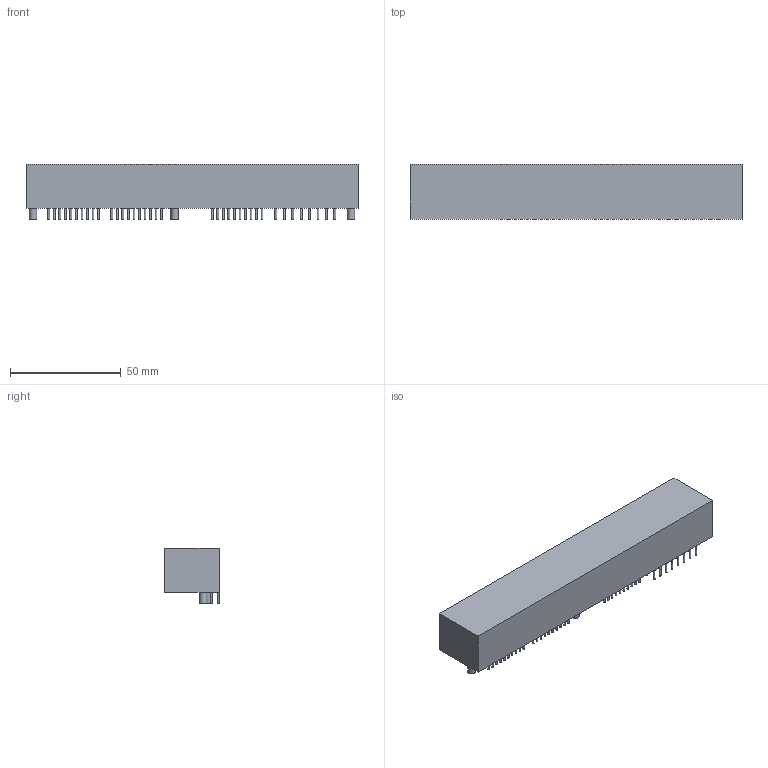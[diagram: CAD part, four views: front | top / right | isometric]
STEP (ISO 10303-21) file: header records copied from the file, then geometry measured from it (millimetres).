
FILE_DESCRIPTION(('FreeCAD Model'),'2;1');
FILE_NAME('1080320.1.9.stp','2020-04-09T21:09:58',( 'Author'),(''),'Open CASCADE STEP processor 6.9','FreeCAD','Unknown' );
FILE_SCHEMA(('AUTOMOTIVE_DESIGN { 1 0 10303 214 1 1 1 1 }'));
Length unit declared in the file: millimetre
Products named in the file (3): ASSEMBLY; Body; Leads
Assembly tree (80 placements, depth 2):
  ASSEMBLY
    Body
    Leads  x79
Bounding box: 150 x 24.9 x 25.1 mm (x, y, z)
Surface area: 114010.4 mm2
Topology: 6242 solids, 6242 shells, 18729 faces, 18735 edges, 12490 vertices
Faces by surface type: plane 12488, cylinder 6241
Full cylindrical faces by diameter (mm): 0.8 x6004, 3.3 x237
Entity records: 8974 total; most frequent: DIRECTION 1553, CARTESIAN_POINT 1237, ORIENTED_EDGE 498, PCURVE 498, DEFINITIONAL_REPRESENTATION 498, AXIS2_PLACEMENT_3D 482, LINE 431, VECTOR 431
